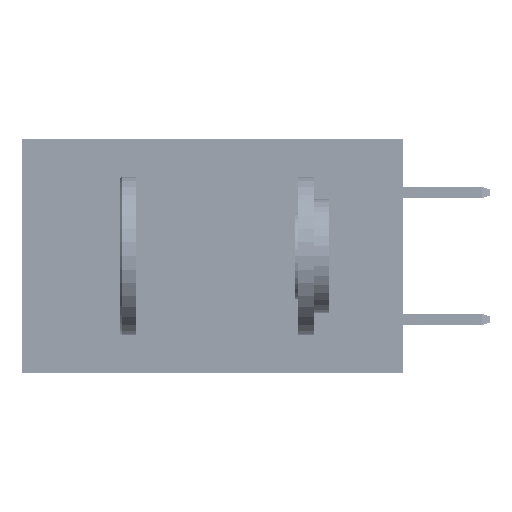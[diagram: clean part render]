
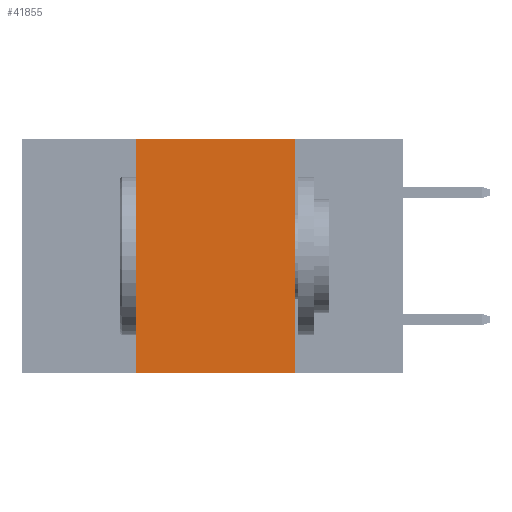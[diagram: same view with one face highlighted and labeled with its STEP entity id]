
A CAD part, left-side view. The second image highlights one B-rep face of the part: STEP entity #41855.
In plain terms, the highlighted planar face has unit normal (-1, 0, 0).
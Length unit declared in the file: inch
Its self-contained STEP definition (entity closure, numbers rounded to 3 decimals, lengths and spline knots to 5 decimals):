
#214 = DIRECTION ( 'NONE',  ( 0., -1., 0. ) ) ;
#2279 = LINE ( 'NONE', #27945, #23494 ) ;
#2753 = CARTESIAN_POINT ( 'NONE',  ( 0., 0.17, -0.37 ) ) ;
#2762 = VERTEX_POINT ( 'NONE', #14210 ) ;
#3459 = CARTESIAN_POINT ( 'NONE',  ( 0., 0.42, 0. ) ) ;
#6700 = DIRECTION ( 'NONE',  ( 0., 0., 1. ) ) ;
#7090 = CARTESIAN_POINT ( 'NONE',  ( 0., 0.42, -0.37 ) ) ;
#9580 = ORIENTED_EDGE ( 'NONE', *, *, #38638, .F. ) ;
#10303 = DIRECTION ( 'NONE',  ( 0., 0., -1. ) ) ;
#10545 = FACE_OUTER_BOUND ( 'NONE', #14147, .T. ) ;
#10781 = DIRECTION ( 'NONE',  ( 1., 0., 0. ) ) ;
#11012 = CARTESIAN_POINT ( 'NONE',  ( 0., 0.6, 0. ) ) ;
#11015 = LINE ( 'NONE', #43511, #19516 ) ;
#14074 = ORIENTED_EDGE ( 'NONE', *, *, #36988, .T. ) ;
#14147 = EDGE_LOOP ( 'NONE', ( #38251, #9580, #27033, #14074 ) ) ;
#14210 = CARTESIAN_POINT ( 'NONE',  ( 0., 0.17, 0. ) ) ;
#14600 = LINE ( 'NONE', #22486, #28049 ) ;
#18459 = PLANE ( 'NONE',  #32512 ) ;
#19066 = VERTEX_POINT ( 'NONE', #3459 ) ;
#19516 = VECTOR ( 'NONE', #214, 39.37008 ) ;
#22079 = EDGE_CURVE ( 'NONE', #44955, #19066, #26940, .T. ) ;
#22486 = CARTESIAN_POINT ( 'NONE',  ( 0., 0.6, 0. ) ) ;
#22740 = DIRECTION ( 'NONE',  ( 0., -1., 0. ) ) ;
#23494 = VECTOR ( 'NONE', #42663, 39.37008 ) ;
#24459 = CARTESIAN_POINT ( 'NONE',  ( 0., 0.42, 0. ) ) ;
#26940 = LINE ( 'NONE', #24459, #44102 ) ;
#27033 = ORIENTED_EDGE ( 'NONE', *, *, #22079, .F. ) ;
#27945 = CARTESIAN_POINT ( 'NONE',  ( 0., 0.17, 0. ) ) ;
#28049 = VECTOR ( 'NONE', #22740, 39.37008 ) ;
#32512 = AXIS2_PLACEMENT_3D ( 'NONE', #11012, #10781, #10303 ) ;
#34773 = VERTEX_POINT ( 'NONE', #2753 ) ;
#36988 = EDGE_CURVE ( 'NONE', #44955, #34773, #11015, .T. ) ;
#38251 = ORIENTED_EDGE ( 'NONE', *, *, #39494, .F. ) ;
#38638 = EDGE_CURVE ( 'NONE', #19066, #2762, #14600, .T. ) ;
#39494 = EDGE_CURVE ( 'NONE', #2762, #34773, #2279, .T. ) ;
#41855 = ADVANCED_FACE ( 'NONE', ( #10545 ), #18459, .F. ) ;
#42663 = DIRECTION ( 'NONE',  ( 0., 0., -1. ) ) ;
#43511 = CARTESIAN_POINT ( 'NONE',  ( 0., 0.6, -0.37 ) ) ;
#44102 = VECTOR ( 'NONE', #6700, 39.37008 ) ;
#44955 = VERTEX_POINT ( 'NONE', #7090 ) ;
